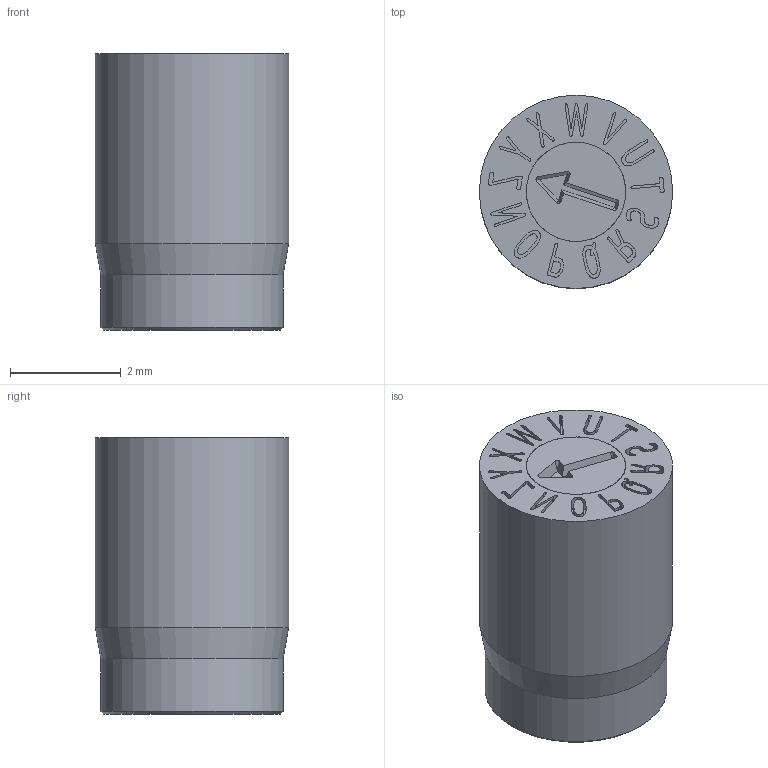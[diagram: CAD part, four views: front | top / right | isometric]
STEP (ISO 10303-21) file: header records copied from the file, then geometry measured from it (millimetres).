
FILE_DESCRIPTION(/* description */ (''),/* implementation_level */ '2;1');
FILE_NAME(/* name */ 'Dati-1300_N$3,5$00.stp',/* time_stamp */ '2025-08-18T15:57:46+02:00',/* author */ ('olafg'),/* organization */ (''),/* preprocessor_version */ 'ST-DEVELOPER v20',/* originating_system */ 'Autodesk Inventor 2024',/* authorisation */ '');
FILE_SCHEMA (('AUTOMOTIVE_DESIGN { 1 0 10303 214 3 1 1 }'));
Length unit declared in the file: millimetre
Products named in the file (3): Zusammenbau B 1303,5; 1003,5-01-00 Hülse; 1303,5-05-00 Stelleinsatz
Assembly tree (2 placements, depth 2):
  Zusammenbau B 1303,5
    1003,5-01-00 Hülse
    1303,5-05-00 Stelleinsatz
Bounding box: 3.5 x 3.5 x 5 mm (x, y, z)
Volume: 42.4 mm3; surface area: 126.1 mm2
Topology: 2 solids, 2 shells, 280 faces, 770 edges, 509 vertices
Faces by surface type: bspline 153, plane 112, cone 8, cylinder 6, torus 1
Full cylindrical faces by diameter (mm): 1.1 x2, 1.8 x2, 3.3 x1, 3.5 x1
Entity records: 9735 total; most frequent: CARTESIAN_POINT 3565, ORIENTED_EDGE 1530, EDGE_CURVE 765, DIRECTION 747, VERTEX_POINT 509, LINE 435, VECTOR 435, B_SPLINE_CURVE_WITH_KNOTS 306
